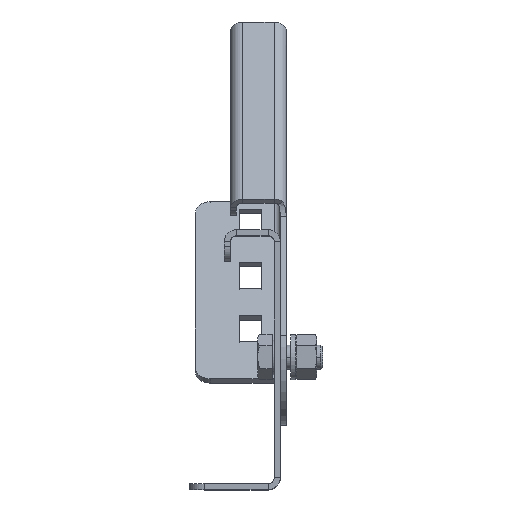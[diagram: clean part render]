
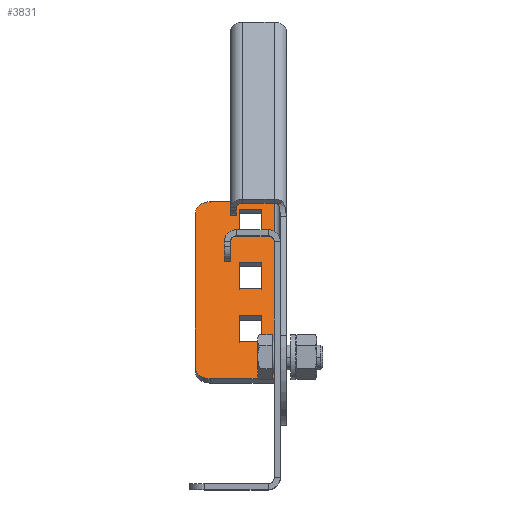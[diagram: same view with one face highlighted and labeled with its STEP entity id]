
A CAD part, top view. The second image highlights one B-rep face of the part: STEP entity #3831.
In plain terms, the highlighted face is planar.
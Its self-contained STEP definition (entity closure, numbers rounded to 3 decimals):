
#2675=DIRECTION('',(0.,0.,-1.));
#2676=VECTOR('',#2675,21.058);
#2677=CARTESIAN_POINT('',(28.2,83.,-2.));
#2678=LINE('',#2677,#2676);
#2679=CARTESIAN_POINT('',(28.2,78.,-23.058));
#2680=DIRECTION('',(-1.,0.,0.));
#2681=DIRECTION('',(0.,1.,0.));
#2682=AXIS2_PLACEMENT_3D('',#2679,#2680,#2681);
#2684=DIRECTION('',(0.,-1.,0.));
#2685=VECTOR('',#2684,73.);
#2686=CARTESIAN_POINT('',(28.2,78.,-28.058));
#2687=LINE('',#2686,#2685);
#2688=CARTESIAN_POINT('',(28.2,5.,-23.058));
#2689=DIRECTION('',(-1.,0.,0.));
#2690=DIRECTION('',(0.,0.,-1.));
#2691=AXIS2_PLACEMENT_3D('',#2688,#2689,#2690);
#2693=DIRECTION('',(0.,0.,1.));
#2694=VECTOR('',#2693,21.058);
#2695=CARTESIAN_POINT('',(28.2,0.,-23.058));
#2696=LINE('',#2695,#2694);
#2697=DIRECTION('',(0.,-1.,0.));
#2698=VECTOR('',#2697,12.);
#2699=CARTESIAN_POINT('',(28.2,65.5,-6.108));
#2700=LINE('',#2699,#2698);
#2701=DIRECTION('',(0.,0.,-1.));
#2702=VECTOR('',#2701,7.5);
#2703=CARTESIAN_POINT('',(28.2,53.5,-6.108));
#2704=LINE('',#2703,#2702);
#2705=DIRECTION('',(0.,1.,0.));
#2706=VECTOR('',#2705,12.);
#2707=CARTESIAN_POINT('',(28.2,53.5,-13.608));
#2708=LINE('',#2707,#2706);
#2709=DIRECTION('',(0.,0.,1.));
#2710=VECTOR('',#2709,7.5);
#2711=CARTESIAN_POINT('',(28.2,65.5,-13.608));
#2712=LINE('',#2711,#2710);
#2713=DIRECTION('',(0.,0.,1.));
#2714=VECTOR('',#2713,7.5);
#2715=CARTESIAN_POINT('',(28.2,40.5,-13.608));
#2716=LINE('',#2715,#2714);
#2717=DIRECTION('',(0.,-1.,0.));
#2718=VECTOR('',#2717,12.);
#2719=CARTESIAN_POINT('',(28.2,40.5,-6.108));
#2720=LINE('',#2719,#2718);
#2721=DIRECTION('',(0.,0.,-1.));
#2722=VECTOR('',#2721,7.5);
#2723=CARTESIAN_POINT('',(28.2,28.5,-6.108));
#2724=LINE('',#2723,#2722);
#2725=DIRECTION('',(0.,1.,0.));
#2726=VECTOR('',#2725,12.);
#2727=CARTESIAN_POINT('',(28.2,28.5,-13.608));
#2728=LINE('',#2727,#2726);
#2729=DIRECTION('',(0.,0.,1.));
#2730=VECTOR('',#2729,7.5);
#2731=CARTESIAN_POINT('',(28.2,15.5,-13.608));
#2732=LINE('',#2731,#2730);
#2733=DIRECTION('',(0.,-1.,0.));
#2734=VECTOR('',#2733,12.);
#2735=CARTESIAN_POINT('',(28.2,15.5,-6.108));
#2736=LINE('',#2735,#2734);
#2737=DIRECTION('',(0.,0.,-1.));
#2738=VECTOR('',#2737,7.5);
#2739=CARTESIAN_POINT('',(28.2,3.5,-6.108));
#2740=LINE('',#2739,#2738);
#2741=DIRECTION('',(0.,1.,0.));
#2742=VECTOR('',#2741,12.);
#2743=CARTESIAN_POINT('',(28.2,3.5,-13.608));
#2744=LINE('',#2743,#2742);
#2745=DIRECTION('',(0.,1.,0.));
#2746=VECTOR('',#2745,83.);
#2747=CARTESIAN_POINT('',(28.2,0.,-2.));
#2748=LINE('',#2747,#2746);
#3387=CARTESIAN_POINT('',(28.2,83.,-23.058));
#3388=CARTESIAN_POINT('',(28.2,78.,-28.058));
#3389=VERTEX_POINT('',#3387);
#3390=VERTEX_POINT('',#3388);
#3391=CARTESIAN_POINT('',(28.2,5.,-28.058));
#3392=VERTEX_POINT('',#3391);
#3393=CARTESIAN_POINT('',(28.2,0.,-23.058));
#3394=VERTEX_POINT('',#3393);
#3439=CARTESIAN_POINT('',(28.2,65.5,-6.108));
#3440=CARTESIAN_POINT('',(28.2,53.5,-6.108));
#3441=VERTEX_POINT('',#3439);
#3442=VERTEX_POINT('',#3440);
#3443=CARTESIAN_POINT('',(28.2,53.5,-13.608));
#3444=VERTEX_POINT('',#3443);
#3445=CARTESIAN_POINT('',(28.2,65.5,-13.608));
#3446=VERTEX_POINT('',#3445);
#3447=CARTESIAN_POINT('',(28.2,40.5,-13.608));
#3448=CARTESIAN_POINT('',(28.2,40.5,-6.108));
#3449=VERTEX_POINT('',#3447);
#3450=VERTEX_POINT('',#3448);
#3451=CARTESIAN_POINT('',(28.2,28.5,-6.108));
#3452=VERTEX_POINT('',#3451);
#3453=CARTESIAN_POINT('',(28.2,28.5,-13.608));
#3454=VERTEX_POINT('',#3453);
#3455=CARTESIAN_POINT('',(28.2,15.5,-13.608));
#3456=CARTESIAN_POINT('',(28.2,15.5,-6.108));
#3457=VERTEX_POINT('',#3455);
#3458=VERTEX_POINT('',#3456);
#3459=CARTESIAN_POINT('',(28.2,3.5,-6.108));
#3460=VERTEX_POINT('',#3459);
#3461=CARTESIAN_POINT('',(28.2,3.5,-13.608));
#3462=VERTEX_POINT('',#3461);
#3595=CARTESIAN_POINT('',(28.2,83.,-2.));
#3596=VERTEX_POINT('',#3595);
#3597=CARTESIAN_POINT('',(28.2,0.,-2.));
#3598=VERTEX_POINT('',#3597);
#3783=CARTESIAN_POINT('',(28.2,0.,-28.058));
#3784=DIRECTION('',(-1.,0.,0.));
#3785=DIRECTION('',(0.,0.,1.));
#3786=AXIS2_PLACEMENT_3D('',#3783,#3784,#3785);
#3787=PLANE('',#3786);
#3789=ORIENTED_EDGE('',*,*,#3788,.T.);
#3791=ORIENTED_EDGE('',*,*,#3790,.T.);
#3793=ORIENTED_EDGE('',*,*,#3792,.T.);
#3795=ORIENTED_EDGE('',*,*,#3794,.T.);
#3797=ORIENTED_EDGE('',*,*,#3796,.T.);
#3798=ORIENTED_EDGE('',*,*,#3774,.T.);
#3799=EDGE_LOOP('',(#3789,#3791,#3793,#3795,#3797,#3798));
#3800=FACE_OUTER_BOUND('',#3799,.F.);
#3802=ORIENTED_EDGE('',*,*,#3801,.T.);
#3804=ORIENTED_EDGE('',*,*,#3803,.T.);
#3806=ORIENTED_EDGE('',*,*,#3805,.T.);
#3808=ORIENTED_EDGE('',*,*,#3807,.T.);
#3809=EDGE_LOOP('',(#3802,#3804,#3806,#3808));
#3810=FACE_BOUND('',#3809,.F.);
#3812=ORIENTED_EDGE('',*,*,#3811,.T.);
#3814=ORIENTED_EDGE('',*,*,#3813,.T.);
#3816=ORIENTED_EDGE('',*,*,#3815,.T.);
#3818=ORIENTED_EDGE('',*,*,#3817,.T.);
#3819=EDGE_LOOP('',(#3812,#3814,#3816,#3818));
#3820=FACE_BOUND('',#3819,.F.);
#3822=ORIENTED_EDGE('',*,*,#3821,.T.);
#3824=ORIENTED_EDGE('',*,*,#3823,.T.);
#3826=ORIENTED_EDGE('',*,*,#3825,.T.);
#3828=ORIENTED_EDGE('',*,*,#3827,.T.);
#3829=EDGE_LOOP('',(#3822,#3824,#3826,#3828));
#3830=FACE_BOUND('',#3829,.F.);
#3831=ADVANCED_FACE('',(#3800,#3810,#3820,#3830),#3787,.F.);
#2683=CIRCLE('',#2682,5.);
#2692=CIRCLE('',#2691,5.);
#3774=EDGE_CURVE('',#3394,#3598,#2696,.T.);
#3788=EDGE_CURVE('',#3598,#3596,#2748,.T.);
#3790=EDGE_CURVE('',#3596,#3389,#2678,.T.);
#3792=EDGE_CURVE('',#3389,#3390,#2683,.T.);
#3794=EDGE_CURVE('',#3390,#3392,#2687,.T.);
#3796=EDGE_CURVE('',#3392,#3394,#2692,.T.);
#3801=EDGE_CURVE('',#3441,#3442,#2700,.T.);
#3803=EDGE_CURVE('',#3442,#3444,#2704,.T.);
#3805=EDGE_CURVE('',#3444,#3446,#2708,.T.);
#3807=EDGE_CURVE('',#3446,#3441,#2712,.T.);
#3811=EDGE_CURVE('',#3449,#3450,#2716,.T.);
#3813=EDGE_CURVE('',#3450,#3452,#2720,.T.);
#3815=EDGE_CURVE('',#3452,#3454,#2724,.T.);
#3817=EDGE_CURVE('',#3454,#3449,#2728,.T.);
#3821=EDGE_CURVE('',#3457,#3458,#2732,.T.);
#3823=EDGE_CURVE('',#3458,#3460,#2736,.T.);
#3825=EDGE_CURVE('',#3460,#3462,#2740,.T.);
#3827=EDGE_CURVE('',#3462,#3457,#2744,.T.);
